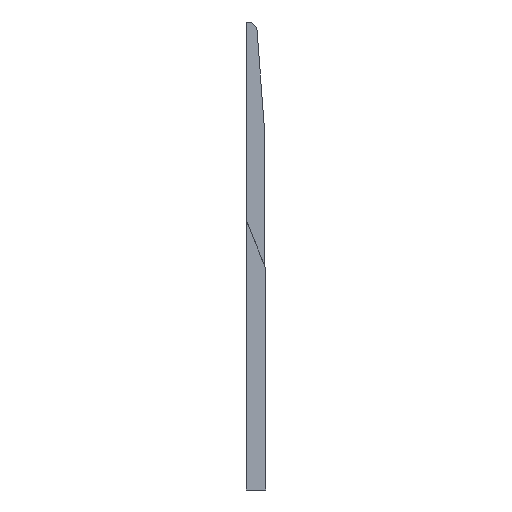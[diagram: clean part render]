
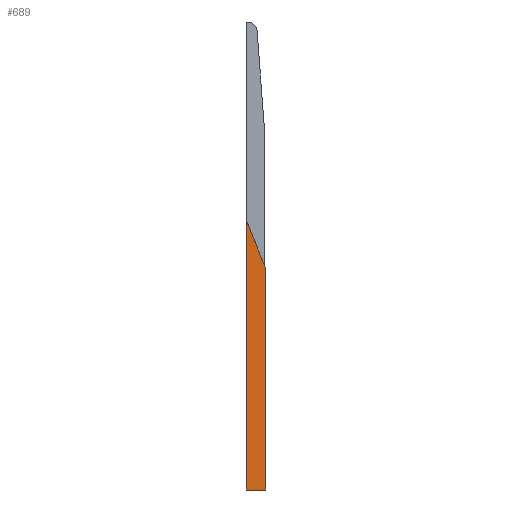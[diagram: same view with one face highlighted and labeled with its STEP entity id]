
A CAD part, front view. The second image highlights one B-rep face of the part: STEP entity #689.
In plain terms, the highlighted planar face has unit normal (0, -1, 0).
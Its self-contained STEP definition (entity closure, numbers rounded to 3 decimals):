
#229=CARTESIAN_POINT('Line Origine',(3.4,-74.75,-43.415)) ;
#233=CARTESIAN_POINT('Vertex',(3.4,-74.75,-4.331)) ;
#235=CARTESIAN_POINT('Vertex',(3.4,-74.75,-82.5)) ;
#659=CARTESIAN_POINT('Axis2P3D Location',(0.,-74.75,12.5)) ;
#664=CARTESIAN_POINT('Line Origine',(-3.4,-74.75,-35.)) ;
#668=CARTESIAN_POINT('Vertex',(-3.4,-74.75,12.5)) ;
#670=CARTESIAN_POINT('Vertex',(-3.4,-74.75,-82.5)) ;
#673=CARTESIAN_POINT('Line Origine',(0.,-74.75,-82.5)) ;
#678=CARTESIAN_POINT('Line Origine',(0.,-74.75,4.085)) ;
#230=DIRECTION('Vector Direction',(0.,0.,-1.)) ;
#660=DIRECTION('Axis2P3D Direction',(0.,-1.,0.)) ;
#661=DIRECTION('Axis2P3D XDirection',(0.,0.,-1.)) ;
#665=DIRECTION('Vector Direction',(0.,0.,-1.)) ;
#674=DIRECTION('Vector Direction',(1.,0.,0.)) ;
#679=DIRECTION('Vector Direction',(0.375,0.,-0.927)) ;
#662=AXIS2_PLACEMENT_3D('Plane Axis2P3D',#659,#660,#661) ;
#684=ORIENTED_EDGE('',*,*,#672,.T.) ;
#685=ORIENTED_EDGE('',*,*,#677,.T.) ;
#686=ORIENTED_EDGE('',*,*,#237,.F.) ;
#687=ORIENTED_EDGE('',*,*,#682,.T.) ;
#231=VECTOR('Line Direction',#230,1.) ;
#666=VECTOR('Line Direction',#665,1.) ;
#675=VECTOR('Line Direction',#674,1.) ;
#680=VECTOR('Line Direction',#679,1.) ;
#689=ADVANCED_FACE('PartBody',(#688),#663,.T.) ;
#237=EDGE_CURVE('',#234,#236,#232,.T.) ;
#672=EDGE_CURVE('',#669,#671,#667,.T.) ;
#677=EDGE_CURVE('',#671,#236,#676,.T.) ;
#682=EDGE_CURVE('',#234,#669,#681,.F.) ;
#683=EDGE_LOOP('',(#684,#685,#686,#687)) ;
#688=FACE_OUTER_BOUND('',#683,.T.) ;
#232=LINE('Line',#229,#231) ;
#667=LINE('Line',#664,#666) ;
#676=LINE('Line',#673,#675) ;
#681=LINE('Line',#678,#680) ;
#663=PLANE('',#662) ;
#234=VERTEX_POINT('',#233) ;
#236=VERTEX_POINT('',#235) ;
#669=VERTEX_POINT('',#668) ;
#671=VERTEX_POINT('',#670) ;
